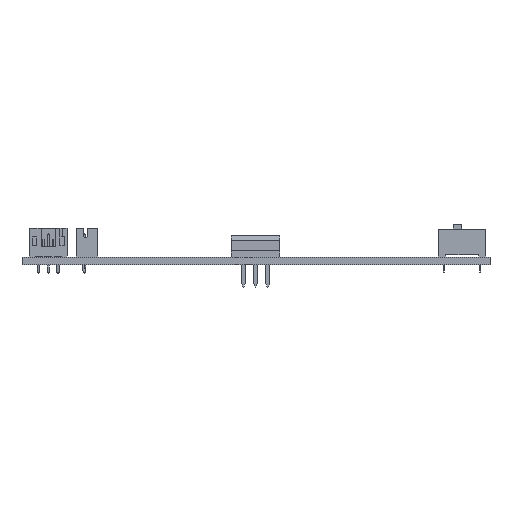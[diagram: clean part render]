
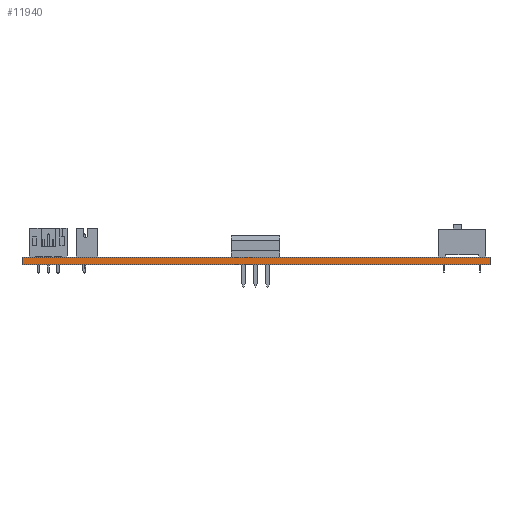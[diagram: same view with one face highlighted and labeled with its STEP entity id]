
A CAD part, left-side view. The second image highlights one B-rep face of the part: STEP entity #11940.
In plain terms, the highlighted planar face has unit normal (-1, 0, 0).
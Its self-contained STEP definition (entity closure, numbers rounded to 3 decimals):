
#10445 = VERTEX_POINT('',#10446);
#10446 = CARTESIAN_POINT('',(20.,-117.,0.));
#10452 = EDGE_CURVE('',#10445,#10453,#10455,.T.);
#10453 = VERTEX_POINT('',#10454);
#10454 = CARTESIAN_POINT('',(20.,-19.,0.));
#10455 = LINE('',#10456,#10457);
#10456 = CARTESIAN_POINT('',(20.,-117.,0.));
#10457 = VECTOR('',#10458,1.);
#10458 = DIRECTION('',(0.,1.,0.));
#11187 = VERTEX_POINT('',#11188);
#11188 = CARTESIAN_POINT('',(20.,-117.,1.6));
#11194 = EDGE_CURVE('',#11187,#11195,#11197,.T.);
#11195 = VERTEX_POINT('',#11196);
#11196 = CARTESIAN_POINT('',(20.,-19.,1.6));
#11197 = LINE('',#11198,#11199);
#11198 = CARTESIAN_POINT('',(20.,-117.,1.6));
#11199 = VECTOR('',#11200,1.);
#11200 = DIRECTION('',(0.,1.,0.));
#11910 = EDGE_CURVE('',#10453,#11195,#11911,.T.);
#11911 = LINE('',#11912,#11913);
#11912 = CARTESIAN_POINT('',(20.,-19.,0.));
#11913 = VECTOR('',#11914,1.);
#11914 = DIRECTION('',(0.,0.,1.));
#11940 = ADVANCED_FACE('',(#11941),#11952,.T.);
#11941 = FACE_BOUND('',#11942,.T.);
#11942 = EDGE_LOOP('',(#11943,#11949,#11950,#11951));
#11943 = ORIENTED_EDGE('',*,*,#11944,.T.);
#11944 = EDGE_CURVE('',#10445,#11187,#11945,.T.);
#11945 = LINE('',#11946,#11947);
#11946 = CARTESIAN_POINT('',(20.,-117.,0.));
#11947 = VECTOR('',#11948,1.);
#11948 = DIRECTION('',(0.,0.,1.));
#11949 = ORIENTED_EDGE('',*,*,#11194,.T.);
#11950 = ORIENTED_EDGE('',*,*,#11910,.F.);
#11951 = ORIENTED_EDGE('',*,*,#10452,.F.);
#11952 = PLANE('',#11953);
#11953 = AXIS2_PLACEMENT_3D('',#11954,#11955,#11956);
#11954 = CARTESIAN_POINT('',(20.,-117.,0.));
#11955 = DIRECTION('',(-1.,0.,0.));
#11956 = DIRECTION('',(0.,1.,0.));
